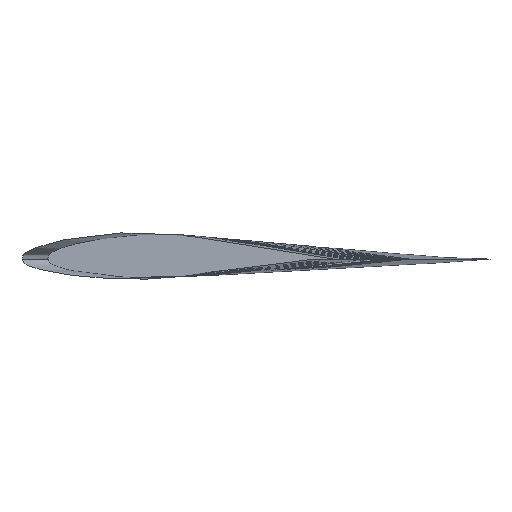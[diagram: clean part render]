
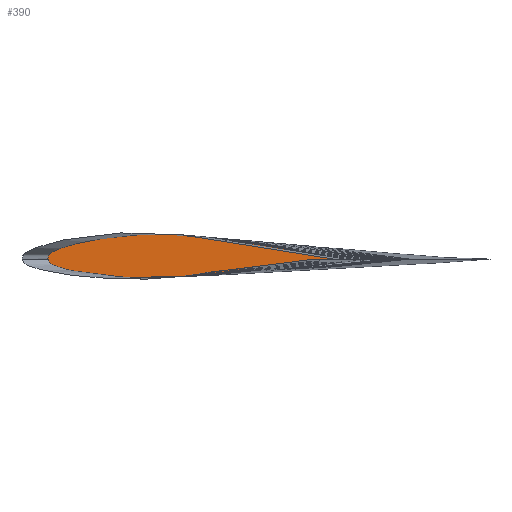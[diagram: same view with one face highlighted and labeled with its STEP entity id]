
A CAD part, front view. The second image highlights one B-rep face of the part: STEP entity #390.
In plain terms, the highlighted planar face has unit normal (0, -1, 0).
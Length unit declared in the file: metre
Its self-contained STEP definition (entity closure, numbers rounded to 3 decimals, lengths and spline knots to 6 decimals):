
#236=ORIENTED_EDGE('',*,*,#264,.T.);
#237=ORIENTED_EDGE('',*,*,#265,.T.);
#264=EDGE_CURVE('',#290,#291,#332,.F.);
#265=EDGE_CURVE('',#291,#290,#333,.F.);
#290=VERTEX_POINT('',#2225);
#291=VERTEX_POINT('',#2226);
#332=B_SPLINE_CURVE_WITH_KNOTS('',3,(#2184,#2185,#2186,#2187,#2188,#2189,
#2190,#2191,#2192,#2193,#2194,#2195,#2196,#2197,#2198,#2199,#2200,#2201,
#2202,#2203,#2204,#2205,#2206,#2207,#2208,#2209,#2210,#2211,#2212,#2213,
#2214,#2215,#2216,#2217,#2218,#2219,#2220,#2221,#2222,#2223,#2224),
 .UNSPECIFIED.,.F.,.F.,(4,1,1,1,1,1,1,1,1,1,1,1,1,1,1,1,1,1,1,1,1,1,1,1,
1,1,1,1,1,1,1,1,1,1,1,1,1,1,4),(0.,0.001145,
0.00229,0.002862,0.003435,0.004007,
0.004579,0.005152,0.005724,0.006869,
0.008014,0.009159,0.011449,0.013738,
0.018318,0.022897,0.027477,0.036636,
0.045794,0.054953,0.064112,0.073271,
0.08243,0.091589,0.100748,0.109907,
0.119066,0.128225,0.137383,0.146542,
0.16486,0.183178,0.219814,0.238131,
0.256449,0.265608,0.274767,0.283926,
0.293085),.UNSPECIFIED.);
#333=B_SPLINE_CURVE_WITH_KNOTS('',3,(#2227,#2228,#2229,#2230,#2231,#2232,
#2233,#2234,#2235,#2236,#2237,#2238,#2239,#2240,#2241,#2242,#2243,#2244,
#2245,#2246,#2247,#2248,#2249,#2250,#2251,#2252,#2253,#2254,#2255,#2256,
#2257,#2258,#2259,#2260,#2261,#2262,#2263,#2264,#2265,#2266),
 .UNSPECIFIED.,.F.,.F.,(4,1,1,1,1,1,1,1,1,1,1,1,1,1,1,1,1,1,1,1,1,1,1,1,
1,1,1,1,1,1,1,1,1,1,1,1,1,4),(0.,0.009085,0.018169,
0.027254,0.036339,0.045423,0.054508,
0.072677,0.109016,0.127185,0.145355,
0.154439,0.163524,0.172609,0.181693,
0.190778,0.199863,0.218032,0.227117,
0.236201,0.245286,0.254371,0.263455,
0.267998,0.27254,0.277082,0.279353,
0.281625,0.283896,0.285031,0.285599,
0.286167,0.286735,0.287303,0.28787,
0.288438,0.289574,0.290709),.UNSPECIFIED.);
#356=EDGE_LOOP('',(#236,#237));
#368=FACE_BOUND('',#356,.T.);
#380=PLANE('',#708);
#390=ADVANCED_FACE('',(#368),#380,.T.);
#708=AXIS2_PLACEMENT_3D('',#2183,#771,#772);
#771=DIRECTION('',(0.,-1.,0.));
#772=DIRECTION('',(0.,0.,-1.));
#2183=CARTESIAN_POINT('',(0.,0.035,0.));
#2184=CARTESIAN_POINT('',(0.024507,0.035,0.));
#2185=CARTESIAN_POINT('',(0.024607,0.035,0.000369));
#2186=CARTESIAN_POINT('',(0.024805,0.035,0.001106));
#2187=CARTESIAN_POINT('',(0.02507,0.035,0.002023));
#2188=CARTESIAN_POINT('',(0.025314,0.035,0.002746));
#2189=CARTESIAN_POINT('',(0.025527,0.035,0.003282));
#2190=CARTESIAN_POINT('',(0.025796,0.035,0.003785));
#2191=CARTESIAN_POINT('',(0.026226,0.035,0.00418));
#2192=CARTESIAN_POINT('',(0.026665,0.035,0.004557));
#2193=CARTESIAN_POINT('',(0.027242,0.035,0.005074));
#2194=CARTESIAN_POINT('',(0.027997,0.035,0.005676));
#2195=CARTESIAN_POINT('',(0.028963,0.035,0.00632));
#2196=CARTESIAN_POINT('',(0.030299,0.035,0.007112));
#2197=CARTESIAN_POINT('',(0.032007,0.035,0.007998));
#2198=CARTESIAN_POINT('',(0.034793,0.035,0.009293));
#2199=CARTESIAN_POINT('',(0.038343,0.035,0.01075));
#2200=CARTESIAN_POINT('',(0.042707,0.035,0.012246));
#2201=CARTESIAN_POINT('',(0.04861,0.035,0.01404));
#2202=CARTESIAN_POINT('',(0.056042,0.035,0.015885));
#2203=CARTESIAN_POINT('',(0.065016,0.035,0.017789));
#2204=CARTESIAN_POINT('',(0.074037,0.035,0.019397));
#2205=CARTESIAN_POINT('',(0.083111,0.035,0.020682));
#2206=CARTESIAN_POINT('',(0.092215,0.035,0.021784));
#2207=CARTESIAN_POINT('',(0.101353,0.035,0.022669));
#2208=CARTESIAN_POINT('',(0.110536,0.035,0.023328));
#2209=CARTESIAN_POINT('',(0.119714,0.035,0.023765));
#2210=CARTESIAN_POINT('',(0.128881,0.035,0.024016));
#2211=CARTESIAN_POINT('',(0.138038,0.035,0.024044));
#2212=CARTESIAN_POINT('',(0.147177,0.035,0.023721));
#2213=CARTESIAN_POINT('',(0.156305,0.035,0.023154));
#2214=CARTESIAN_POINT('',(0.168464,0.035,0.022172));
#2215=CARTESIAN_POINT('',(0.18364,0.035,0.020514));
#2216=CARTESIAN_POINT('',(0.207898,0.035,0.017173));
#2217=CARTESIAN_POINT('',(0.23203,0.035,0.013063));
#2218=CARTESIAN_POINT('',(0.256111,0.035,0.008644));
#2219=CARTESIAN_POINT('',(0.27117,0.035,0.005932));
#2220=CARTESIAN_POINT('',(0.283235,0.035,0.003866));
#2221=CARTESIAN_POINT('',(0.292294,0.035,0.002386));
#2222=CARTESIAN_POINT('',(0.301387,0.035,0.001111));
#2223=CARTESIAN_POINT('',(0.307467,0.035,0.000371));
#2224=CARTESIAN_POINT('',(0.310507,0.035,0.));
#2225=CARTESIAN_POINT('',(0.310507,0.035,0.));
#2226=CARTESIAN_POINT('',(0.024507,0.035,0.));
#2227=CARTESIAN_POINT('',(0.310507,0.035,0.));
#2228=CARTESIAN_POINT('',(0.307458,0.035,0.000028));
#2229=CARTESIAN_POINT('',(0.301357,0.035,0.000093));
#2230=CARTESIAN_POINT('',(0.292255,0.035,-0.000248));
#2231=CARTESIAN_POINT('',(0.28321,0.035,-0.001109));
#2232=CARTESIAN_POINT('',(0.274178,0.035,-0.002082));
#2233=CARTESIAN_POINT('',(0.265158,0.035,-0.003169));
#2234=CARTESIAN_POINT('',(0.253149,0.035,-0.00478));
#2235=CARTESIAN_POINT('',(0.232159,0.035,-0.007826));
#2236=CARTESIAN_POINT('',(0.208177,0.035,-0.011386));
#2237=CARTESIAN_POINT('',(0.184152,0.035,-0.014466));
#2238=CARTESIAN_POINT('',(0.169114,0.035,-0.016093));
#2239=CARTESIAN_POINT('',(0.157063,0.035,-0.017123));
#2240=CARTESIAN_POINT('',(0.148014,0.035,-0.017762));
#2241=CARTESIAN_POINT('',(0.138951,0.035,-0.018203));
#2242=CARTESIAN_POINT('',(0.129864,0.035,-0.018329));
#2243=CARTESIAN_POINT('',(0.120761,0.035,-0.01826));
#2244=CARTESIAN_POINT('',(0.108611,0.035,-0.017972));
#2245=CARTESIAN_POINT('',(0.096487,0.035,-0.017321));
#2246=CARTESIAN_POINT('',(0.08438,0.035,-0.016324));
#2247=CARTESIAN_POINT('',(0.075311,0.035,-0.015428));
#2248=CARTESIAN_POINT('',(0.066275,0.035,-0.014284));
#2249=CARTESIAN_POINT('',(0.057265,0.035,-0.012905));
#2250=CARTESIAN_POINT('',(0.049796,0.035,-0.011551));
#2251=CARTESIAN_POINT('',(0.043865,0.035,-0.010215));
#2252=CARTESIAN_POINT('',(0.039452,0.035,-0.009092));
#2253=CARTESIAN_POINT('',(0.035818,0.035,-0.00797));
#2254=CARTESIAN_POINT('',(0.032958,0.035,-0.006961));
#2255=CARTESIAN_POINT('',(0.030849,0.035,-0.006122));
#2256=CARTESIAN_POINT('',(0.029137,0.035,-0.005316));
#2257=CARTESIAN_POINT('',(0.027997,0.035,-0.004618));
#2258=CARTESIAN_POINT('',(0.027364,0.035,-0.004176));
#2259=CARTESIAN_POINT('',(0.026889,0.035,-0.003848));
#2260=CARTESIAN_POINT('',(0.026411,0.035,-0.003514));
#2261=CARTESIAN_POINT('',(0.026062,0.035,-0.003057));
#2262=CARTESIAN_POINT('',(0.025768,0.035,-0.002567));
#2263=CARTESIAN_POINT('',(0.025406,0.035,-0.001894));
#2264=CARTESIAN_POINT('',(0.02499,0.035,-0.001037));
#2265=CARTESIAN_POINT('',(0.024668,0.035,-0.000346));
#2266=CARTESIAN_POINT('',(0.024507,0.035,0.));
